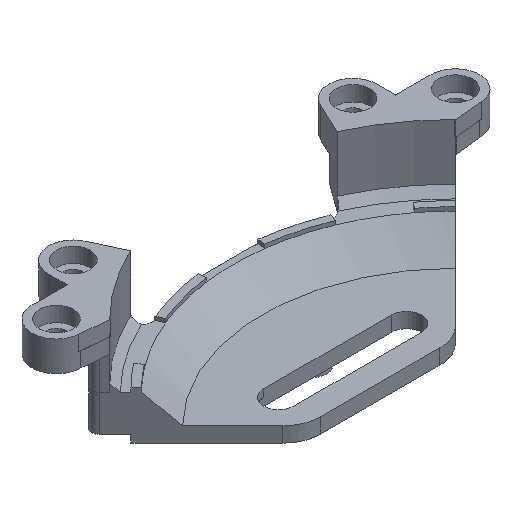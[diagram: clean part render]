
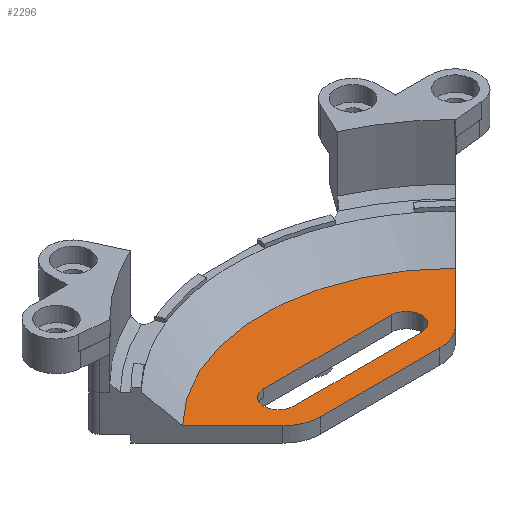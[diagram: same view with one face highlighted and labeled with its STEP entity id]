
A CAD part, isometric view. The second image highlights one B-rep face of the part: STEP entity #2296.
In plain terms, the highlighted planar face has unit normal (0, 0, 1).
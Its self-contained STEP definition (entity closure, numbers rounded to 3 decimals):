
#25 = VERTEX_POINT ( 'NONE', #331 ) ;
#48 = CIRCLE ( 'NONE', #3699, 2. ) ;
#102 = CARTESIAN_POINT ( 'NONE',  ( 310.682, 107.5, -10.778 ) ) ;
#172 = ORIENTED_EDGE ( 'NONE', *, *, #3888, .F. ) ;
#174 = FACE_OUTER_BOUND ( 'NONE', #847, .T. ) ;
#224 = DIRECTION ( 'NONE',  ( -1., 0., 0. ) ) ;
#302 = VERTEX_POINT ( 'NONE', #409 ) ;
#331 = CARTESIAN_POINT ( 'NONE',  ( 307.718, 103.964, -10.778 ) ) ;
#356 = DIRECTION ( 'NONE',  ( -1., 0., 0. ) ) ;
#409 = CARTESIAN_POINT ( 'NONE',  ( 330.646, 103.964, -10.778 ) ) ;
#463 = VECTOR ( 'NONE', #224, 1000. ) ;
#483 = EDGE_CURVE ( 'NONE', #302, #529, #3616, .T. ) ;
#493 = DIRECTION ( 'NONE',  ( -1., 0., 0. ) ) ;
#529 = VERTEX_POINT ( 'NONE', #3878 ) ;
#538 = EDGE_CURVE ( 'NONE', #1610, #1664, #48, .T. ) ;
#540 = AXIS2_PLACEMENT_3D ( 'NONE', #2573, #2595, #3525 ) ;
#586 = CARTESIAN_POINT ( 'NONE',  ( 307.718, 103.964, -10.778 ) ) ;
#729 = CARTESIAN_POINT ( 'NONE',  ( 310.682, 105.5, -10.778 ) ) ;
#825 = CARTESIAN_POINT ( 'NONE',  ( 330.646, 103.964, -10.778 ) ) ;
#847 = EDGE_LOOP ( 'NONE', ( #1011, #1884, #1316, #2088, #988, #2135 ) ) ;
#950 = DIRECTION ( 'NONE',  ( 0.707, -0.707, 0. ) ) ;
#956 = DIRECTION ( 'NONE',  ( 0., 0., 1. ) ) ;
#971 = DIRECTION ( 'NONE',  ( -1., 0., 0. ) ) ;
#988 = ORIENTED_EDGE ( 'NONE', *, *, #1613, .T. ) ;
#1007 = DIRECTION ( 'NONE',  ( 0., 0., 1. ) ) ;
#1011 = ORIENTED_EDGE ( 'NONE', *, *, #483, .T. ) ;
#1116 = EDGE_CURVE ( 'NONE', #1664, #2828, #1198, .T. ) ;
#1171 = VECTOR ( 'NONE', #2069, 1000. ) ;
#1192 = CIRCLE ( 'NONE', #3532, 2. ) ;
#1198 = LINE ( 'NONE', #3345, #463 ) ;
#1211 = CARTESIAN_POINT ( 'NONE',  ( 311.253, 107.5, -10.778 ) ) ;
#1316 = ORIENTED_EDGE ( 'NONE', *, *, #3366, .T. ) ;
#1386 = VECTOR ( 'NONE', #950, 1000. ) ;
#1407 = DIRECTION ( 'NONE',  ( 1., 0., 0. ) ) ;
#1444 = AXIS2_PLACEMENT_3D ( 'NONE', #1211, #3029, #3004 ) ;
#1523 = CIRCLE ( 'NONE', #2169, 2. ) ;
#1568 = CARTESIAN_POINT ( 'NONE',  ( 301.045, 110.637, -10.778 ) ) ;
#1586 = VERTEX_POINT ( 'NONE', #3558 ) ;
#1610 = VERTEX_POINT ( 'NONE', #3524 ) ;
#1613 = EDGE_CURVE ( 'NONE', #1586, #2057, #3499, .T. ) ;
#1664 = VERTEX_POINT ( 'NONE', #2572 ) ;
#1769 = CIRCLE ( 'NONE', #3662, 5. ) ;
#1778 = EDGE_CURVE ( 'NONE', #25, #1586, #1881, .T. ) ;
#1798 = PLANE ( 'NONE',  #1444 ) ;
#1815 = ORIENTED_EDGE ( 'NONE', *, *, #538, .F. ) ;
#1881 = CIRCLE ( 'NONE', #3656, 5. ) ;
#1884 = ORIENTED_EDGE ( 'NONE', *, *, #2422, .T. ) ;
#1950 = DIRECTION ( 'NONE',  ( 1., 0., 0. ) ) ;
#2057 = VERTEX_POINT ( 'NONE', #3020 ) ;
#2069 = DIRECTION ( 'NONE',  ( 0.707, 0.707, 0. ) ) ;
#2088 = ORIENTED_EDGE ( 'NONE', *, *, #1778, .T. ) ;
#2093 = CARTESIAN_POINT ( 'NONE',  ( 327.682, 107.5, -10.778 ) ) ;
#2135 = ORIENTED_EDGE ( 'NONE', *, *, #3189, .T. ) ;
#2169 = AXIS2_PLACEMENT_3D ( 'NONE', #102, #2856, #3851 ) ;
#2279 = LINE ( 'NONE', #729, #3140 ) ;
#2296 = ADVANCED_FACE ( 'NONE', ( #2960, #174 ), #1798, .F. ) ;
#2334 = ORIENTED_EDGE ( 'NONE', *, *, #2474, .F. ) ;
#2384 = ORIENTED_EDGE ( 'NONE', *, *, #3477, .F. ) ;
#2389 = CARTESIAN_POINT ( 'NONE',  ( 310.682, 109.5, -10.778 ) ) ;
#2422 = EDGE_CURVE ( 'NONE', #529, #3419, #3658, .T. ) ;
#2449 = LINE ( 'NONE', #586, #1386 ) ;
#2454 = CARTESIAN_POINT ( 'NONE',  ( 311.253, 107.5, -10.778 ) ) ;
#2474 = EDGE_CURVE ( 'NONE', #2828, #2503, #1523, .T. ) ;
#2503 = VERTEX_POINT ( 'NONE', #3547 ) ;
#2572 = CARTESIAN_POINT ( 'NONE',  ( 327.682, 109.5, -10.778 ) ) ;
#2573 = CARTESIAN_POINT ( 'NONE',  ( 319.182, 92.5, -10.778 ) ) ;
#2595 = DIRECTION ( 'NONE',  ( 0., 0., 1. ) ) ;
#2828 = VERTEX_POINT ( 'NONE', #2389 ) ;
#2831 = DIRECTION ( 'NONE',  ( -1., 0., 0. ) ) ;
#2856 = DIRECTION ( 'NONE',  ( 0., 0., 1. ) ) ;
#2868 = CARTESIAN_POINT ( 'NONE',  ( 310.682, 107.5, -10.778 ) ) ;
#2960 = FACE_BOUND ( 'NONE', #3308, .T. ) ;
#3004 = DIRECTION ( 'NONE',  ( -1., 0., 0. ) ) ;
#3020 = CARTESIAN_POINT ( 'NONE',  ( 327.111, 102.5, -10.778 ) ) ;
#3029 = DIRECTION ( 'NONE',  ( 0., 0., -1. ) ) ;
#3140 = VECTOR ( 'NONE', #1950, 1000. ) ;
#3189 = EDGE_CURVE ( 'NONE', #2057, #302, #1769, .T. ) ;
#3264 = CARTESIAN_POINT ( 'NONE',  ( 311.865, 102.5, -10.778 ) ) ;
#3308 = EDGE_LOOP ( 'NONE', ( #172, #2384, #2334, #3641, #1815 ) ) ;
#3345 = CARTESIAN_POINT ( 'NONE',  ( 310.682, 109.5, -10.778 ) ) ;
#3366 = EDGE_CURVE ( 'NONE', #3419, #25, #2449, .T. ) ;
#3381 = DIRECTION ( 'NONE',  ( 0., 0., 1. ) ) ;
#3419 = VERTEX_POINT ( 'NONE', #1568 ) ;
#3477 = EDGE_CURVE ( 'NONE', #2503, #3624, #1192, .T. ) ;
#3499 = LINE ( 'NONE', #3264, #3768 ) ;
#3524 = CARTESIAN_POINT ( 'NONE',  ( 327.682, 105.5, -10.778 ) ) ;
#3525 = DIRECTION ( 'NONE',  ( 1., 0., 0. ) ) ;
#3532 = AXIS2_PLACEMENT_3D ( 'NONE', #2868, #1007, #356 ) ;
#3547 = CARTESIAN_POINT ( 'NONE',  ( 308.682, 107.5, -10.778 ) ) ;
#3558 = CARTESIAN_POINT ( 'NONE',  ( 311.253, 102.5, -10.778 ) ) ;
#3580 = CARTESIAN_POINT ( 'NONE',  ( 310.682, 105.5, -10.778 ) ) ;
#3616 = LINE ( 'NONE', #825, #1171 ) ;
#3624 = VERTEX_POINT ( 'NONE', #3580 ) ;
#3627 = DIRECTION ( 'NONE',  ( 0., 0., 1. ) ) ;
#3641 = ORIENTED_EDGE ( 'NONE', *, *, #1116, .F. ) ;
#3656 = AXIS2_PLACEMENT_3D ( 'NONE', #2454, #3381, #971 ) ;
#3658 = CIRCLE ( 'NONE', #540, 25.65 ) ;
#3662 = AXIS2_PLACEMENT_3D ( 'NONE', #3755, #956, #2831 ) ;
#3699 = AXIS2_PLACEMENT_3D ( 'NONE', #2093, #3627, #493 ) ;
#3755 = CARTESIAN_POINT ( 'NONE',  ( 327.111, 107.5, -10.778 ) ) ;
#3768 = VECTOR ( 'NONE', #1407, 1000. ) ;
#3851 = DIRECTION ( 'NONE',  ( -1., 0., 0. ) ) ;
#3878 = CARTESIAN_POINT ( 'NONE',  ( 337.319, 110.637, -10.778 ) ) ;
#3888 = EDGE_CURVE ( 'NONE', #3624, #1610, #2279, .T. ) ;
